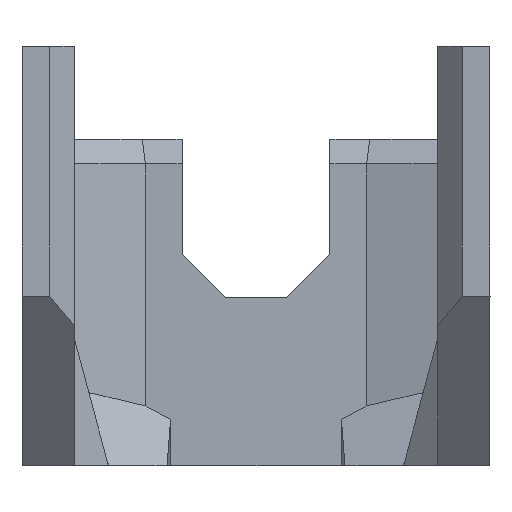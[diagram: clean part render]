
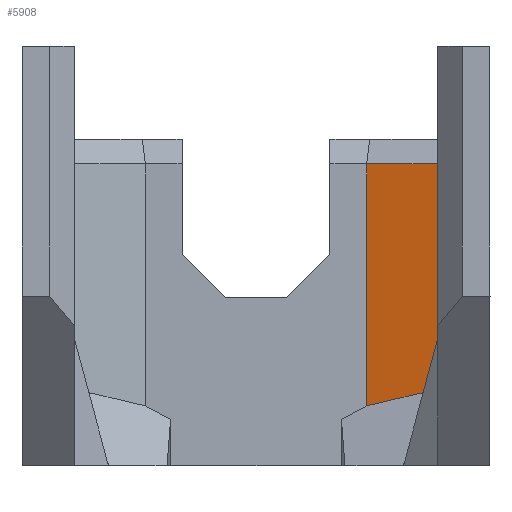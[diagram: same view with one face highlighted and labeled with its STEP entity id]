
A CAD part, top view. The second image highlights one B-rep face of the part: STEP entity #5908.
In plain terms, the highlighted planar face has unit normal (-0.242, 0, 0.97).
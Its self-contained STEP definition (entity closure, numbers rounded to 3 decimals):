
#1497 = PLANE('',#1498);
#1498 = AXIS2_PLACEMENT_3D('',#1499,#1500,#1501);
#1499 = CARTESIAN_POINT('',(32.519,11.7,
    3.827));
#1500 = DIRECTION('',(-0.171,0.707,0.686));
#1501 = DIRECTION('',(-0.97,0.,-0.242
    ));
#1525 = PLANE('',#1526);
#1526 = AXIS2_PLACEMENT_3D('',#1527,#1528,#1529);
#1527 = CARTESIAN_POINT('',(35.534,-39.3,
    15.897));
#1528 = DIRECTION('',(-0.945,0.,0.326)
  );
#1529 = DIRECTION('',(-0.326,0.,-0.945
    ));
#2311 = PLANE('',#2312);
#2312 = AXIS2_PLACEMENT_3D('',#2313,#2314,#2315);
#2313 = CARTESIAN_POINT('',(14.012,-41.11,
    -23.676));
#2314 = DIRECTION('',(0.858,-0.469,-0.208));
#2315 = DIRECTION('',(-0.235,0.,
    -0.972));
#2339 = PLANE('',#2340);
#2340 = AXIS2_PLACEMENT_3D('',#2341,#2342,#2343);
#2341 = CARTESIAN_POINT('',(13.554,-36.532,
    6.118));
#2342 = DIRECTION('',(-0.324,0.609,0.724));
#2343 = DIRECTION('',(-0.071,0.747,-0.66
    ));
#2395 = PLANE('',#2396);
#2396 = AXIS2_PLACEMENT_3D('',#2397,#2398,#2399);
#2397 = CARTESIAN_POINT('',(17.976,-39.3,
    2.267));
#2398 = DIRECTION('',(0.,0.,1.));
#2399 = DIRECTION('',(-1.,0.,0.));
#3198 = EDGE_CURVE('',#3199,#3201,#3203,.T.);
#3199 = VERTEX_POINT('',#3200);
#3200 = CARTESIAN_POINT('',(32.036,-21.204,
    5.768));
#3201 = VERTEX_POINT('',#3202);
#3202 = CARTESIAN_POINT('',(32.036,9.7,
    5.768));
#3203 = SURFACE_CURVE('',#3204,(#3208,#3215),.PCURVE_S1.);
#3204 = LINE('',#3205,#3206);
#3205 = CARTESIAN_POINT('',(32.036,-39.3,
    5.768));
#3206 = VECTOR('',#3207,1.);
#3207 = DIRECTION('',(0.,1.,0.));
#3208 = PCURVE('',#1525,#3209);
#3209 = DEFINITIONAL_REPRESENTATION('',(#3210),#3214);
#3210 = LINE('',#3211,#3212);
#3211 = CARTESIAN_POINT('',(10.717,0.));
#3212 = VECTOR('',#3213,1.);
#3213 = DIRECTION('',(0.,-1.));
#3214 = ( GEOMETRIC_REPRESENTATION_CONTEXT(2) 
PARAMETRIC_REPRESENTATION_CONTEXT() REPRESENTATION_CONTEXT('2D SPACE',''
  ) );
#3215 = PCURVE('',#3216,#3221);
#3216 = PLANE('',#3217);
#3217 = AXIS2_PLACEMENT_3D('',#3218,#3219,#3220);
#3218 = CARTESIAN_POINT('',(32.036,-39.3,
    5.768));
#3219 = DIRECTION('',(-0.242,0.,0.97)
  );
#3220 = DIRECTION('',(-0.97,0.,-0.242
    ));
#3221 = DEFINITIONAL_REPRESENTATION('',(#3222),#3226);
#3222 = LINE('',#3223,#3224);
#3223 = CARTESIAN_POINT('',(-0.,0.));
#3224 = VECTOR('',#3225,1.);
#3225 = DIRECTION('',(0.,-1.));
#3226 = ( GEOMETRIC_REPRESENTATION_CONTEXT(2) 
PARAMETRIC_REPRESENTATION_CONTEXT() REPRESENTATION_CONTEXT('2D SPACE',''
  ) );
#3349 = VERTEX_POINT('',#3350);
#3350 = CARTESIAN_POINT('',(17.976,9.7,
    2.267));
#3400 = EDGE_CURVE('',#3201,#3349,#3401,.T.);
#3401 = SURFACE_CURVE('',#3402,(#3406,#3413),.PCURVE_S1.);
#3402 = LINE('',#3403,#3404);
#3403 = CARTESIAN_POINT('',(32.036,9.7,
    5.768));
#3404 = VECTOR('',#3405,1.);
#3405 = DIRECTION('',(-0.97,0.,-0.242));
#3406 = PCURVE('',#1497,#3407);
#3407 = DEFINITIONAL_REPRESENTATION('',(#3408),#3412);
#3408 = LINE('',#3409,#3410);
#3409 = CARTESIAN_POINT('',(0.,2.828));
#3410 = VECTOR('',#3411,1.);
#3411 = DIRECTION('',(1.,0.));
#3412 = ( GEOMETRIC_REPRESENTATION_CONTEXT(2) 
PARAMETRIC_REPRESENTATION_CONTEXT() REPRESENTATION_CONTEXT('2D SPACE',''
  ) );
#3413 = PCURVE('',#3216,#3414);
#3414 = DEFINITIONAL_REPRESENTATION('',(#3415),#3419);
#3415 = LINE('',#3416,#3417);
#3416 = CARTESIAN_POINT('',(0.,-49.));
#3417 = VECTOR('',#3418,1.);
#3418 = DIRECTION('',(1.,0.));
#3419 = ( GEOMETRIC_REPRESENTATION_CONTEXT(2) 
PARAMETRIC_REPRESENTATION_CONTEXT() REPRESENTATION_CONTEXT('2D SPACE',''
  ) );
#4738 = VERTEX_POINT('',#4739);
#4739 = CARTESIAN_POINT('',(17.976,-29.596,
    2.267));
#4760 = EDGE_CURVE('',#4738,#3349,#4761,.T.);
#4761 = SURFACE_CURVE('',#4762,(#4766,#4773),.PCURVE_S1.);
#4762 = LINE('',#4763,#4764);
#4763 = CARTESIAN_POINT('',(17.976,-39.3,
    2.267));
#4764 = VECTOR('',#4765,1.);
#4765 = DIRECTION('',(0.,1.,0.));
#4766 = PCURVE('',#2395,#4767);
#4767 = DEFINITIONAL_REPRESENTATION('',(#4768),#4772);
#4768 = LINE('',#4769,#4770);
#4769 = CARTESIAN_POINT('',(0.,0.));
#4770 = VECTOR('',#4771,1.);
#4771 = DIRECTION('',(0.,-1.));
#4772 = ( GEOMETRIC_REPRESENTATION_CONTEXT(2) 
PARAMETRIC_REPRESENTATION_CONTEXT() REPRESENTATION_CONTEXT('2D SPACE',''
  ) );
#4773 = PCURVE('',#3216,#4774);
#4774 = DEFINITIONAL_REPRESENTATION('',(#4775),#4779);
#4775 = LINE('',#4776,#4777);
#4776 = CARTESIAN_POINT('',(14.489,0.));
#4777 = VECTOR('',#4778,1.);
#4778 = DIRECTION('',(0.,-1.));
#4779 = ( GEOMETRIC_REPRESENTATION_CONTEXT(2) 
PARAMETRIC_REPRESENTATION_CONTEXT() REPRESENTATION_CONTEXT('2D SPACE',''
  ) );
#4937 = VERTEX_POINT('',#4938);
#4938 = CARTESIAN_POINT('',(28.618,-27.074,
    4.917));
#4959 = EDGE_CURVE('',#4937,#4738,#4960,.T.);
#4960 = SURFACE_CURVE('',#4961,(#4965,#4972),.PCURVE_S1.);
#4961 = LINE('',#4962,#4963);
#4962 = CARTESIAN_POINT('',(21.341,-28.798,
    3.105));
#4963 = VECTOR('',#4964,1.);
#4964 = DIRECTION('',(-0.946,-0.224,-0.235));
#4965 = PCURVE('',#2339,#4966);
#4966 = DEFINITIONAL_REPRESENTATION('',(#4967),#4971);
#4967 = LINE('',#4968,#4969);
#4968 = CARTESIAN_POINT('',(7.217,-8.8));
#4969 = VECTOR('',#4970,1.);
#4970 = DIRECTION('',(0.055,0.998));
#4971 = ( GEOMETRIC_REPRESENTATION_CONTEXT(2) 
PARAMETRIC_REPRESENTATION_CONTEXT() REPRESENTATION_CONTEXT('2D SPACE',''
  ) );
#4972 = PCURVE('',#3216,#4973);
#4973 = DEFINITIONAL_REPRESENTATION('',(#4974),#4978);
#4974 = LINE('',#4975,#4976);
#4975 = CARTESIAN_POINT('',(11.021,-10.502));
#4976 = VECTOR('',#4977,1.);
#4977 = DIRECTION('',(0.975,0.224));
#4978 = ( GEOMETRIC_REPRESENTATION_CONTEXT(2) 
PARAMETRIC_REPRESENTATION_CONTEXT() REPRESENTATION_CONTEXT('2D SPACE',''
  ) );
#4985 = EDGE_CURVE('',#4937,#3199,#4986,.T.);
#4986 = SURFACE_CURVE('',#4987,(#4991,#4998),.PCURVE_S1.);
#4987 = LINE('',#4988,#4989);
#4988 = CARTESIAN_POINT('',(20.742,-40.602,
    2.956));
#4989 = VECTOR('',#4990,1.);
#4990 = DIRECTION('',(0.499,0.857,0.124));
#4991 = PCURVE('',#2311,#4992);
#4992 = DEFINITIONAL_REPRESENTATION('',(#4993),#4997);
#4993 = LINE('',#4994,#4995);
#4994 = CARTESIAN_POINT('',(-27.468,0.574));
#4995 = VECTOR('',#4996,1.);
#4996 = DIRECTION('',(-0.238,0.971));
#4997 = ( GEOMETRIC_REPRESENTATION_CONTEXT(2) 
PARAMETRIC_REPRESENTATION_CONTEXT() REPRESENTATION_CONTEXT('2D SPACE',''
  ) );
#4998 = PCURVE('',#3216,#4999);
#4999 = DEFINITIONAL_REPRESENTATION('',(#5000),#5004);
#5000 = LINE('',#5001,#5002);
#5001 = CARTESIAN_POINT('',(11.639,1.302));
#5002 = VECTOR('',#5003,1.);
#5003 = DIRECTION('',(-0.514,-0.857));
#5004 = ( GEOMETRIC_REPRESENTATION_CONTEXT(2) 
PARAMETRIC_REPRESENTATION_CONTEXT() REPRESENTATION_CONTEXT('2D SPACE',''
  ) );
#5908 = ADVANCED_FACE('',(#5909),#3216,.T.);
#5909 = FACE_BOUND('',#5910,.T.);
#5910 = EDGE_LOOP('',(#5911,#5912,#5913,#5914,#5915));
#5911 = ORIENTED_EDGE('',*,*,#4760,.F.);
#5912 = ORIENTED_EDGE('',*,*,#4959,.F.);
#5913 = ORIENTED_EDGE('',*,*,#4985,.T.);
#5914 = ORIENTED_EDGE('',*,*,#3198,.T.);
#5915 = ORIENTED_EDGE('',*,*,#3400,.T.);
